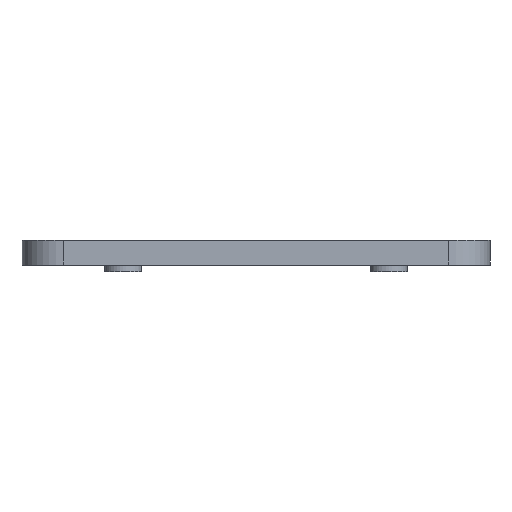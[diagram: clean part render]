
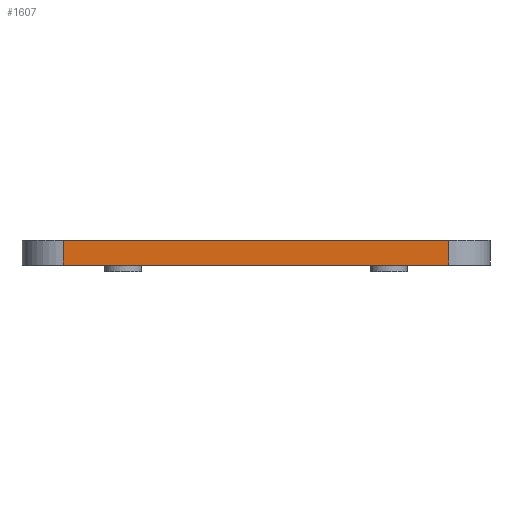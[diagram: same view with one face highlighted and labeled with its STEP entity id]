
A CAD part, left-side view. The second image highlights one B-rep face of the part: STEP entity #1607.
In plain terms, the highlighted planar face has unit normal (-1, 0, 0).
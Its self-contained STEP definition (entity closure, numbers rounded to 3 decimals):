
#50=LINE('',#2343,#202);
#164=LINE('',#2708,#316);
#165=LINE('',#2711,#317);
#166=LINE('',#2712,#318);
#202=VECTOR('',#1876,10.);
#316=VECTOR('',#2216,10.);
#317=VECTOR('',#2219,10.);
#318=VECTOR('',#2220,10.);
#463=FACE_OUTER_BOUND('',#561,.T.);
#561=EDGE_LOOP('',(#1389,#1390,#1391,#1392));
#683=VERTEX_POINT('',#2340);
#684=VERTEX_POINT('',#2342);
#798=VERTEX_POINT('',#2706);
#799=VERTEX_POINT('',#2710);
#847=EDGE_CURVE('',#683,#684,#50,.T.);
#1019=EDGE_CURVE('',#798,#684,#164,.T.);
#1020=EDGE_CURVE('',#799,#798,#165,.T.);
#1021=EDGE_CURVE('',#799,#683,#166,.T.);
#1389=ORIENTED_EDGE('',*,*,#1020,.T.);
#1390=ORIENTED_EDGE('',*,*,#1019,.T.);
#1391=ORIENTED_EDGE('',*,*,#847,.F.);
#1392=ORIENTED_EDGE('',*,*,#1021,.F.);
#1530=PLANE('',#1772);
#1607=ADVANCED_FACE('',(#463),#1530,.T.);
#1772=AXIS2_PLACEMENT_3D('',#2709,#2217,#2218);
#1876=DIRECTION('',(0.,-1.,0.));
#2216=DIRECTION('',(0.,0.,1.));
#2217=DIRECTION('center_axis',(-1.,0.,0.));
#2218=DIRECTION('ref_axis',(0.,-1.,0.));
#2219=DIRECTION('',(0.,-1.,0.));
#2220=DIRECTION('',(0.,0.,1.));
#2340=CARTESIAN_POINT('',(-56.7,23.2,16.));
#2342=CARTESIAN_POINT('',(-56.7,-23.2,16.));
#2343=CARTESIAN_POINT('',(-56.7,23.2,16.));
#2706=CARTESIAN_POINT('',(-56.7,-23.2,13.));
#2708=CARTESIAN_POINT('',(-56.7,-23.2,13.));
#2709=CARTESIAN_POINT('Origin',(-56.7,23.2,13.));
#2710=CARTESIAN_POINT('',(-56.7,23.2,13.));
#2711=CARTESIAN_POINT('',(-56.7,23.2,13.));
#2712=CARTESIAN_POINT('',(-56.7,23.2,13.));
